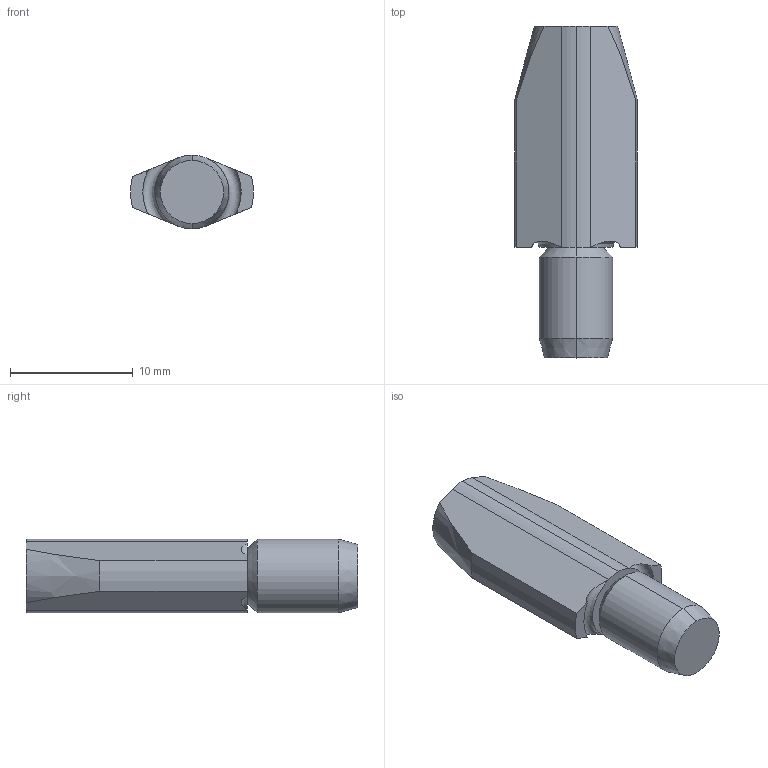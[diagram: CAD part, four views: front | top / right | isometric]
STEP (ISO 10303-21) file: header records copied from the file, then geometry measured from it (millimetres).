
FILE_DESCRIPTION( ( '' ), '1' );
FILE_NAME( 'K0293.510.stp', '2012-10-30T12:42:46', ( '' ), ( '' ), ' ', ' ', ' ' );
FILE_SCHEMA( ( 'CONFIG_CONTROL_DESIGN' ) );
Length unit declared in the file: millimetre
Products named in the file (1): 1
Bounding box: 9.96 x 27 x 6 mm (x, y, z)
Volume: 995.2 mm3; surface area: 705.3 mm2
Topology: 1 solids, 1 shells, 25 faces, 60 edges, 38 vertices
Faces by surface type: plane 9, cylinder 8, cone 6, torus 2
Entity records: 850 total; most frequent: CARTESIAN_POINT 216, DIRECTION 132, ORIENTED_EDGE 120, EDGE_CURVE 60, AXIS2_PLACEMENT_3D 54, VERTEX_POINT 38, CIRCLE 28, EDGE_LOOP 26
